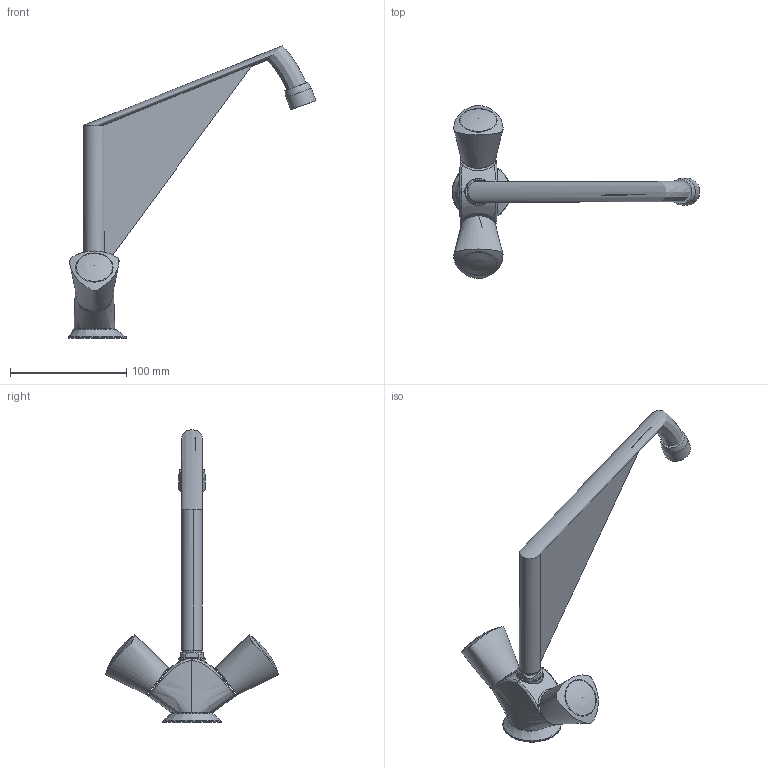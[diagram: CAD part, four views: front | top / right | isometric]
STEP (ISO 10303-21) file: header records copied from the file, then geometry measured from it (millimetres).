
FILE_DESCRIPTION(/* description */ ('Unknown'),/* implementation_level */ '2;1');
FILE_NAME(/* name */ '31819001_ohne_Details',/* time_stamp */ '2022-09-07T13:59:00+02:00',/* author */ ('Unknown'),/* organization */ ('GROHE AG'),/* preprocessor_version */ 'ST-DEVELOPER v16.7',/* originating_system */ 'DEX',/* authorisation */ $);
FILE_SCHEMA (('AUTOMOTIVE_DESIGN {1 0 10303 214 3 1 1}'));
Length unit declared in the file: millimetre
Products named in the file (3): 31819001_ohne_Details; id45
Assembly tree (2 placements, depth 2):
  31819001_ohne_Details
    31819001_ohne_Details
    id45
Bounding box: 212.77 x 148.93 x 251.46 mm (x, y, z)
Volume: 6929.9 mm3; surface area: 37029.1 mm2
Topology: 1 solids, 13 shells, 57 faces, 155 edges, 98 vertices
Faces by surface type: bspline 21, plane 16, cylinder 11, cone 4, torus 3, sphere 2
Full cylindrical faces by diameter (mm): 18 x1, 21.1 x2, 23 x2, 50 x1
Entity records: 6263 total; most frequent: CARTESIAN_POINT 4934, ORIENTED_EDGE 186, DIRECTION 169, EDGE_CURVE 114, VERTEX_POINT 85, EDGE_LOOP 84, FACE_BOUND 84, AXIS2_PLACEMENT_3D 78
